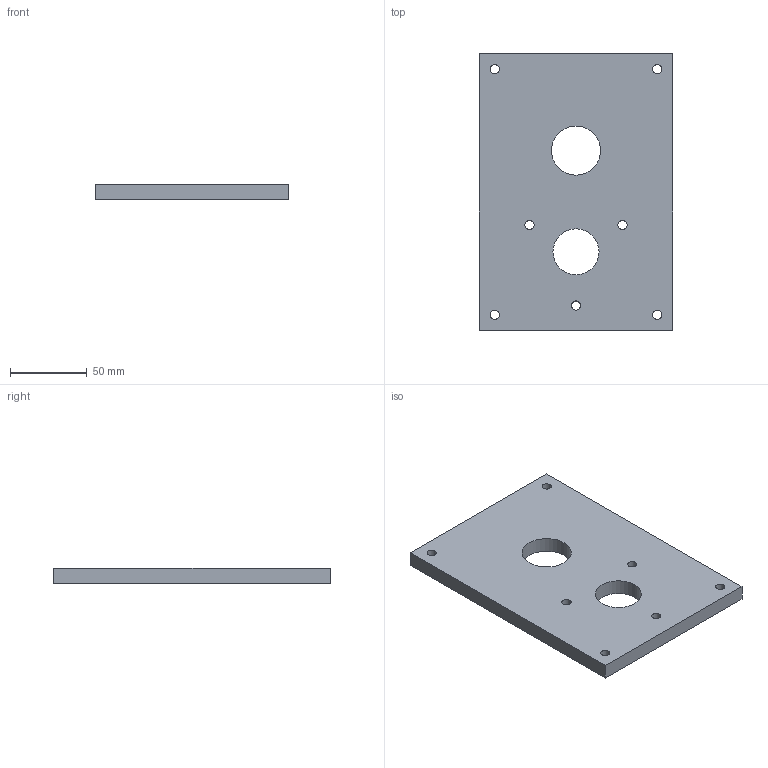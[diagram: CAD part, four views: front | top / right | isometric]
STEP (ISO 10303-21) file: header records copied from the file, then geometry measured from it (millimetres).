
FILE_DESCRIPTION(/* description */ (''),/* implementation_level */ '2;1');
FILE_NAME(/* name */ 'Girboksplate_utside.stp',/* time_stamp */ '2015-03-07T13:19:28+01:00',/* author */ (''),/* organization */ (''),/* preprocessor_version */ 'ST-DEVELOPER v15',/* originating_system */ 'SIEMENS PLM Software NX 9.0',/* authorisation */ '');
FILE_SCHEMA (('CONFIG_CONTROL_DESIGN'));
Length unit declared in the file: millimetre
Products named in the file (1): Girboksplate_utside
Bounding box: 126 x 180 x 10 mm (x, y, z)
Volume: 209709.7 mm3; surface area: 51329.2 mm2
Topology: 1 solids, 1 shells, 15 faces, 41 edges, 28 vertices
Faces by surface type: cylinder 9, plane 6
Full cylindrical faces by diameter (mm): 6 x7, 30 x1, 32 x1
Entity records: 552 total; most frequent: DIRECTION 82, CARTESIAN_POINT 73, ORIENTED_EDGE 60, EDGE_LOOP 42, FACE_BOUND 38, AXIS2_PLACEMENT_3D 35, EDGE_CURVE 30, VERTEX_POINT 26
